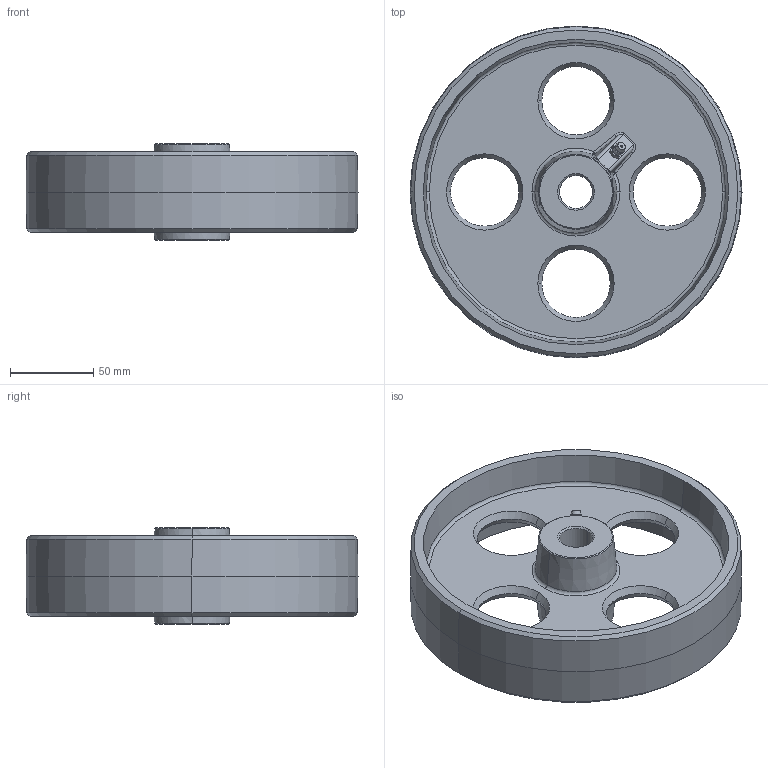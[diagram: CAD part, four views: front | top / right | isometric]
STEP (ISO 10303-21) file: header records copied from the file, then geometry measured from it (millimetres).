
FILE_DESCRIPTION (( 'STEP AP214' ), '1' );
FILE_NAME ('0010086.step', '2022-05-06T07:42:55', ( '' ), ( '' ), 'SwSTEP 2.0', 'SolidWorks 2020', '' );
FILE_SCHEMA (( 'AUTOMOTIVE_DESIGN' ));
Length unit declared in the file: millimetre
Products named in the file (1): 0010086
Bounding box: 200 x 200 x 58 mm (x, y, z)
Volume: 483389.4 mm3; surface area: 113507.9 mm2
Topology: 2 solids, 2 shells, 101 faces, 223 edges, 131 vertices
Faces by surface type: cone 50, plane 19, cylinder 11, torus 9, bspline 8, sphere 4
Entity records: 4365 total; most frequent: CARTESIAN_POINT 1001, DIRECTION 492, ORIENTED_EDGE 438, EDGE_CURVE 219, AXIS2_PLACEMENT_3D 210, VERTEX_POINT 129, EDGE_LOOP 118, CIRCLE 116
